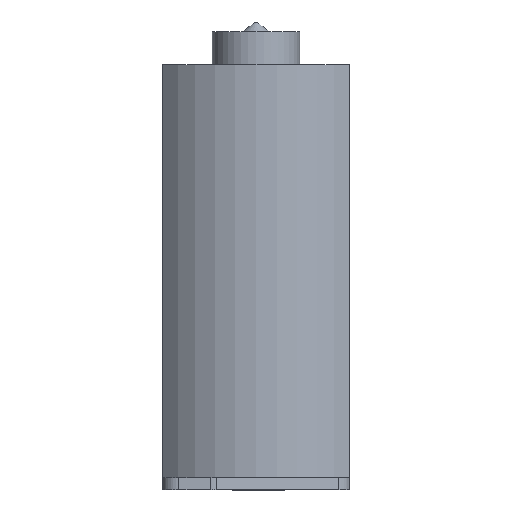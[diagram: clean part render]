
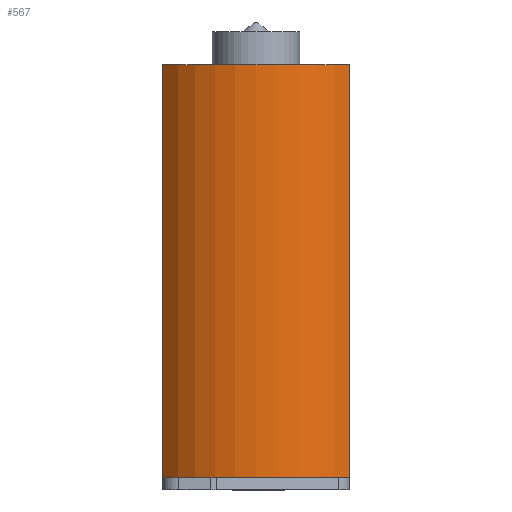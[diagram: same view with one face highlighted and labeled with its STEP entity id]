
A CAD part, front view. The second image highlights one B-rep face of the part: STEP entity #567.
In plain terms, the highlighted cylindrical face has radius 19.304 mm (diameter 38.608 mm), a partial arc.
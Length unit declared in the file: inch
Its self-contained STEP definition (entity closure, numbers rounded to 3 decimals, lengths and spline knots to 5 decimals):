
#65=LINE('',#948,#103);
#68=LINE('',#954,#106);
#103=VECTOR('',#778,2.592);
#106=VECTOR('',#783,2.592);
#156=FACE_OUTER_BOUND('',#202,.T.);
#202=EDGE_LOOP('',(#478,#479,#480,#481));
#232=CIRCLE('',#627,0.76);
#233=CIRCLE('',#630,0.76);
#277=VERTEX_POINT('',#938);
#280=VERTEX_POINT('',#943);
#281=VERTEX_POINT('',#947);
#283=VERTEX_POINT('',#953);
#346=EDGE_CURVE('',#280,#277,#232,.T.);
#347=EDGE_CURVE('',#281,#277,#65,.T.);
#350=EDGE_CURVE('',#283,#280,#68,.T.);
#351=EDGE_CURVE('',#283,#281,#233,.T.);
#478=ORIENTED_EDGE('',*,*,#346,.F.);
#479=ORIENTED_EDGE('',*,*,#350,.F.);
#480=ORIENTED_EDGE('',*,*,#351,.T.);
#481=ORIENTED_EDGE('',*,*,#347,.T.);
#506=CYLINDRICAL_SURFACE('',#629,0.76);
#567=ADVANCED_FACE('',(#156),#506,.T.);
#627=AXIS2_PLACEMENT_3D('',#945,#774,#775);
#629=AXIS2_PLACEMENT_3D('',#952,#781,#782);
#630=AXIS2_PLACEMENT_3D('',#955,#784,#785);
#774=DIRECTION('center_axis',(0.,0.,1.));
#775=DIRECTION('ref_axis',(1.,0.,0.));
#778=DIRECTION('',(0.,0.,1.));
#781=DIRECTION('center_axis',(0.,0.,1.));
#782=DIRECTION('ref_axis',(1.,0.,0.));
#783=DIRECTION('',(0.,0.,1.));
#784=DIRECTION('center_axis',(0.,0.,1.));
#785=DIRECTION('ref_axis',(1.,0.,0.));
#938=CARTESIAN_POINT('',(0.57,-0.50269,0.));
#943=CARTESIAN_POINT('',(-0.57,-0.50269,0.));
#945=CARTESIAN_POINT('Origin',(0.,0.,0.));
#947=CARTESIAN_POINT('',(0.57,-0.50269,-2.592));
#948=CARTESIAN_POINT('',(0.57,-0.50269,-2.592));
#952=CARTESIAN_POINT('Origin',(0.,0.,-2.592));
#953=CARTESIAN_POINT('',(-0.57,-0.50269,-2.592));
#954=CARTESIAN_POINT('',(-0.57,-0.50269,-2.592));
#955=CARTESIAN_POINT('Origin',(0.,0.,-2.592));
